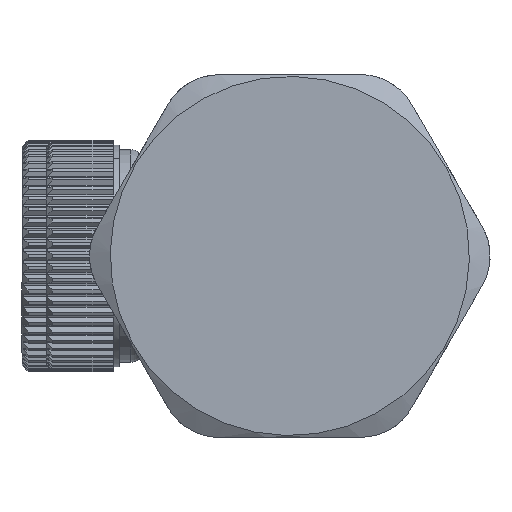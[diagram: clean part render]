
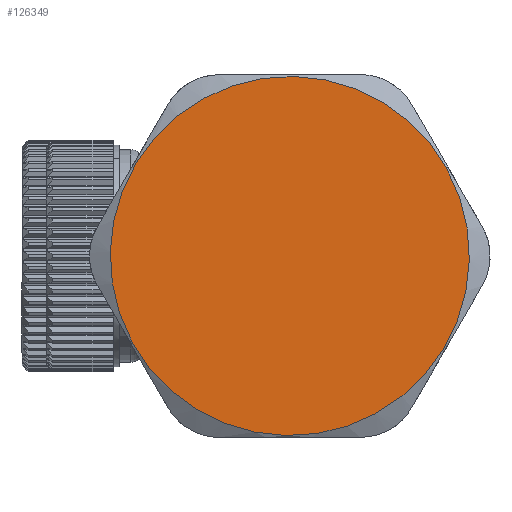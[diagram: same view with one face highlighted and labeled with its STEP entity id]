
A CAD part, left-side view. The second image highlights one B-rep face of the part: STEP entity #126349.
In plain terms, the highlighted planar face has unit normal (-1, 0, 0).
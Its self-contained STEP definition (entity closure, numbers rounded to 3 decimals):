
#126294=CARTESIAN_POINT('Vertex',(-33.3,12.944,-7.072)) ;
#126297=CARTESIAN_POINT('Axis2P3D Location',(-33.3,0.,0.)) ;
#126301=CARTESIAN_POINT('Vertex',(-33.3,-12.944,7.072)) ;
#126323=CARTESIAN_POINT('Axis2P3D Location',(-33.3,0.,0.)) ;
#126340=CARTESIAN_POINT('Axis2P3D Location',(-33.3,-13.55,0.)) ;
#126298=DIRECTION('Axis2P3D Direction',(-1.,0.,0.)) ;
#126324=DIRECTION('Axis2P3D Direction',(-1.,0.,0.)) ;
#126341=DIRECTION('Axis2P3D Direction',(-1.,0.,0.)) ;
#126342=DIRECTION('Axis2P3D XDirection',(0.,0.,1.)) ;
#126299=AXIS2_PLACEMENT_3D('Circle Axis2P3D',#126297,#126298,$) ;
#126325=AXIS2_PLACEMENT_3D('Circle Axis2P3D',#126323,#126324,$) ;
#126343=AXIS2_PLACEMENT_3D('Plane Axis2P3D',#126340,#126341,#126342) ;
#126300=CIRCLE('generated circle',#126299,14.75) ;
#126326=CIRCLE('generated circle',#126325,14.75) ;
#126344=PLANE('',#126343) ;
#126303=EDGE_CURVE('',#126302,#126295,#126300,.T.) ;
#126327=EDGE_CURVE('',#126295,#126302,#126326,.T.) ;
#126346=ORIENTED_EDGE('',*,*,#126327,.T.) ;
#126347=ORIENTED_EDGE('',*,*,#126303,.T.) ;
#126345=EDGE_LOOP('',(#126346,#126347)) ;
#126295=VERTEX_POINT('',#126294) ;
#126302=VERTEX_POINT('',#126301) ;
#126349=ADVANCED_FACE('PartBody',(#126348),#126344,.T.) ;
#126348=FACE_OUTER_BOUND('',#126345,.T.) ;
